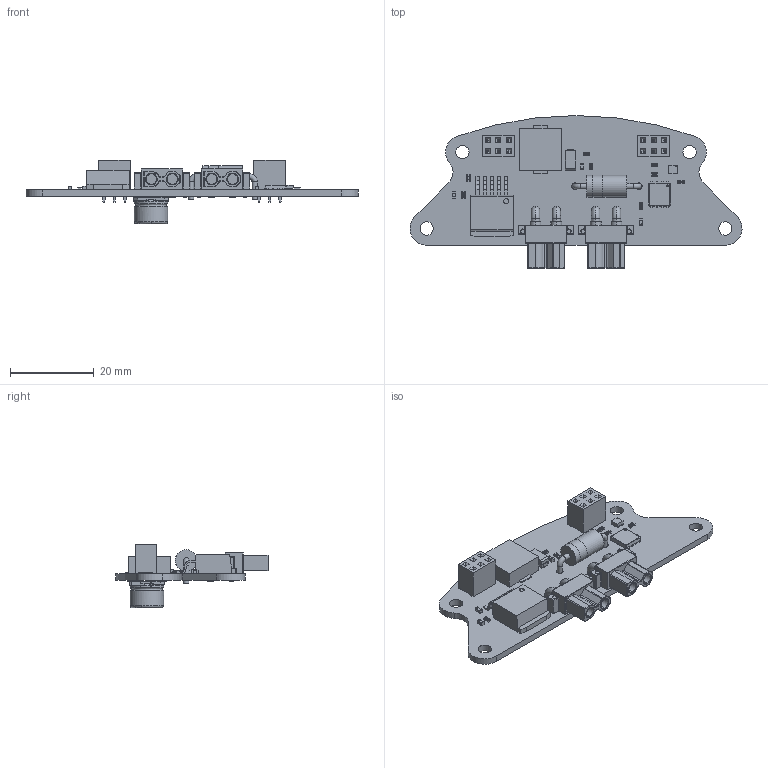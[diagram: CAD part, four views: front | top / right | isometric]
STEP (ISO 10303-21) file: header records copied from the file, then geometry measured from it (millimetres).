
FILE_DESCRIPTION(('KiCad electronic assembly'),'2;1');
FILE_NAME('boostUnit.step','2024-11-22T21:07:31',('Pcbnew'),('Kicad'), 'Open CASCADE STEP processor 7.7','KiCad to STEP converter','Unknown' );
FILE_SCHEMA(('AUTOMOTIVE_DESIGN { 1 0 10303 214 1 1 1 1 }'));
Length unit declared in the file: millimetre
Products named in the file (24): boostUnit 1; D_DO-201AD_P15.24mm_Horizontal; C0603; R0603; Resistor_0603_Text; NCP81074AMNTBG; ASSEMBLY; PinSocket_2x03_P2.54mm_Vertical; PinSocket_2x03_P254mm_Vertical; SS5X; DFN08L_5X6A; CD10B0CA-25D3-4D15-B1E9-3FC308DFB0E8; 1040inductor; 1040 inductor v1; XT30PW-F; User Library-XT30PW-F; LM2587S; TS5B_ASM; CP_Elec_8x6.5; CP_Elec_8x65; boostUnit_PCB
Assembly tree (34 placements, depth 3):
  boostUnit 1
    D_DO-201AD_P15.24mm_Horizontal
      D_DO-201AD_P15.24mm_Horizontal
    C0603  x4
      C0603
    R0603  x7
      Resistor_0603_Text
    NCP81074AMNTBG
      ASSEMBLY
    PinSocket_2x03_P2.54mm_Vertical  x2
      PinSocket_2x03_P254mm_Vertical
    SS5X
      ASSEMBLY
    DFN08L_5X6A
      CD10B0CA-25D3-4D15-B1E9-3FC308DFB0E8
    1040inductor
      1040 inductor v1
    XT30PW-F  x2
      User Library-XT30PW-F
    LM2587S
      TS5B_ASM
    CP_Elec_8x6.5
      CP_Elec_8x65
    boostUnit_PCB
Bounding box: 79.38 x 36.54 x 15.2 mm (x, y, z)
Volume: 5756.1 mm3; surface area: 8587.9 mm2
Topology: 89 solids, 89 shells, 2653 faces, 6766 edges, 4281 vertices
Faces by surface type: plane 1509, extrusion 476, cylinder 463, sphere 92, torus 86, revolution 17, bspline 6, cone 4
Full cylindrical faces by diameter (mm): 0.25 x1, 1 x16, 1.3 x4, 1.6 x2, 1.9 x4, 3.2 x4, 5.2 x2, 5.22 x1, 8 x2
Entity records: 35910 total; most frequent: CARTESIAN_POINT 6317, ORIENTED_EDGE 5256, DIRECTION 5125, EDGE_CURVE 2628, VECTOR 1964, LINE 1896, VERTEX_POINT 1677, AXIS2_PLACEMENT_3D 1575
